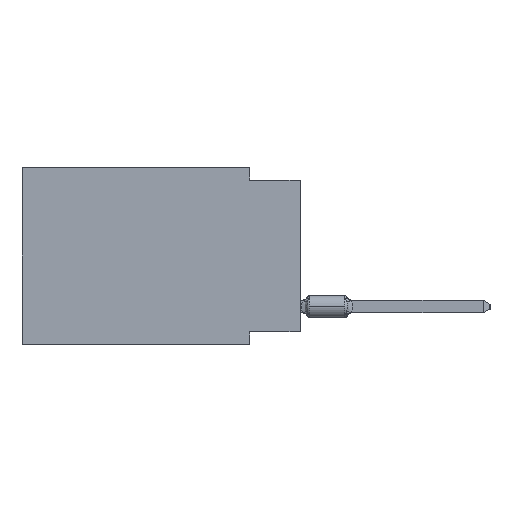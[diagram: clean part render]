
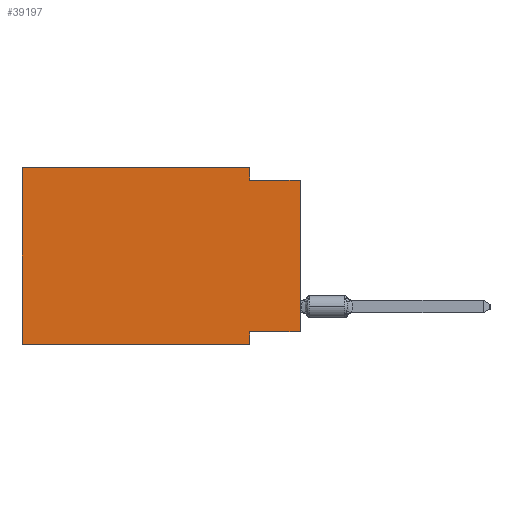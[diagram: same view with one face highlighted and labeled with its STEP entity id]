
A CAD part, left-side view. The second image highlights one B-rep face of the part: STEP entity #39197.
In plain terms, the highlighted planar face has unit normal (-1, 0, 0).
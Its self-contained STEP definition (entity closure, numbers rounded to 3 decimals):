
#47 = CARTESIAN_POINT ( 'NONE',  ( 0., 2.54, -0.635 ) ) ;
#695 = EDGE_CURVE ( 'NONE', #13255, #25444, #1331, .T. ) ;
#818 = VERTEX_POINT ( 'NONE', #7092 ) ;
#1331 = LINE ( 'NONE', #2195, #37239 ) ;
#1862 = VERTEX_POINT ( 'NONE', #5357 ) ;
#2195 = CARTESIAN_POINT ( 'NONE',  ( 0., 2.54, 0. ) ) ;
#2415 = LINE ( 'NONE', #20073, #43431 ) ;
#2923 = EDGE_LOOP ( 'NONE', ( #20199, #28659, #21869, #46232, #52861, #19606, #17405, #26094 ) ) ;
#3247 = CARTESIAN_POINT ( 'NONE',  ( 0., 2.54, -8.255 ) ) ;
#3733 = DIRECTION ( 'NONE',  ( 0., 0., 1. ) ) ;
#4023 = CARTESIAN_POINT ( 'NONE',  ( 0., 13.97, 0. ) ) ;
#4139 = DIRECTION ( 'NONE',  ( 0., -1., 0. ) ) ;
#5357 = CARTESIAN_POINT ( 'NONE',  ( 0., 0., -0.635 ) ) ;
#5402 = DIRECTION ( 'NONE',  ( 0., 0., -1. ) ) ;
#5672 = CARTESIAN_POINT ( 'NONE',  ( 0., 13.97, -8.89 ) ) ;
#6253 = EDGE_CURVE ( 'NONE', #57013, #818, #29770, .T. ) ;
#7092 = CARTESIAN_POINT ( 'NONE',  ( 0., 13.97, 0. ) ) ;
#9636 = VERTEX_POINT ( 'NONE', #3247 ) ;
#10100 = LINE ( 'NONE', #36128, #50696 ) ;
#10144 = EDGE_CURVE ( 'NONE', #23609, #9636, #32980, .T. ) ;
#13255 = VERTEX_POINT ( 'NONE', #21861 ) ;
#17027 = LINE ( 'NONE', #51426, #48755 ) ;
#17304 = LINE ( 'NONE', #34651, #23723 ) ;
#17307 = DIRECTION ( 'NONE',  ( 0., 0., -1. ) ) ;
#17405 = ORIENTED_EDGE ( 'NONE', *, *, #51894, .F. ) ;
#17723 = AXIS2_PLACEMENT_3D ( 'NONE', #26896, #18529, #18236 ) ;
#18236 = DIRECTION ( 'NONE',  ( 0., 0., -1. ) ) ;
#18529 = DIRECTION ( 'NONE',  ( 1., 0., 0. ) ) ;
#19606 = ORIENTED_EDGE ( 'NONE', *, *, #43486, .T. ) ;
#20073 = CARTESIAN_POINT ( 'NONE',  ( 0., 0., 0. ) ) ;
#20199 = ORIENTED_EDGE ( 'NONE', *, *, #37374, .T. ) ;
#20619 = VERTEX_POINT ( 'NONE', #52053 ) ;
#21861 = CARTESIAN_POINT ( 'NONE',  ( 0., 2.54, 0. ) ) ;
#21869 = ORIENTED_EDGE ( 'NONE', *, *, #695, .F. ) ;
#22570 = PLANE ( 'NONE',  #17723 ) ;
#23609 = VERTEX_POINT ( 'NONE', #51778 ) ;
#23723 = VECTOR ( 'NONE', #30029, 1000. ) ;
#24129 = DIRECTION ( 'NONE',  ( 0., 0., 1. ) ) ;
#25444 = VERTEX_POINT ( 'NONE', #47 ) ;
#26094 = ORIENTED_EDGE ( 'NONE', *, *, #10144, .F. ) ;
#26896 = CARTESIAN_POINT ( 'NONE',  ( 0., 13.97, 0. ) ) ;
#28659 = ORIENTED_EDGE ( 'NONE', *, *, #40265, .F. ) ;
#28925 = DIRECTION ( 'NONE',  ( 0., 1., 0. ) ) ;
#29770 = LINE ( 'NONE', #4023, #55828 ) ;
#30029 = DIRECTION ( 'NONE',  ( 0., -1., 0. ) ) ;
#32980 = LINE ( 'NONE', #33544, #41381 ) ;
#33544 = CARTESIAN_POINT ( 'NONE',  ( 0., 0., -8.255 ) ) ;
#34651 = CARTESIAN_POINT ( 'NONE',  ( 0., 13.97, -8.89 ) ) ;
#35363 = CARTESIAN_POINT ( 'NONE',  ( 0., 13.97, 0. ) ) ;
#36128 = CARTESIAN_POINT ( 'NONE',  ( 0., 0., -0.635 ) ) ;
#37239 = VECTOR ( 'NONE', #5402, 1000. ) ;
#37374 = EDGE_CURVE ( 'NONE', #23609, #1862, #2415, .T. ) ;
#39197 = ADVANCED_FACE ( 'NONE', ( #48882 ), #22570, .F. ) ;
#40265 = EDGE_CURVE ( 'NONE', #25444, #1862, #10100, .T. ) ;
#41381 = VECTOR ( 'NONE', #28925, 1000. ) ;
#43431 = VECTOR ( 'NONE', #24129, 1000. ) ;
#43486 = EDGE_CURVE ( 'NONE', #57013, #20619, #17304, .T. ) ;
#46232 = ORIENTED_EDGE ( 'NONE', *, *, #52785, .F. ) ;
#48755 = VECTOR ( 'NONE', #17307, 1000. ) ;
#48882 = FACE_OUTER_BOUND ( 'NONE', #2923, .T. ) ;
#49451 = LINE ( 'NONE', #35363, #55306 ) ;
#50696 = VECTOR ( 'NONE', #53773, 1000. ) ;
#51426 = CARTESIAN_POINT ( 'NONE',  ( 0., 2.54, -8.89 ) ) ;
#51778 = CARTESIAN_POINT ( 'NONE',  ( 0., 0., -8.255 ) ) ;
#51894 = EDGE_CURVE ( 'NONE', #9636, #20619, #17027, .T. ) ;
#52053 = CARTESIAN_POINT ( 'NONE',  ( 0., 2.54, -8.89 ) ) ;
#52785 = EDGE_CURVE ( 'NONE', #818, #13255, #49451, .T. ) ;
#52861 = ORIENTED_EDGE ( 'NONE', *, *, #6253, .F. ) ;
#53773 = DIRECTION ( 'NONE',  ( 0., -1., 0. ) ) ;
#55306 = VECTOR ( 'NONE', #4139, 1000. ) ;
#55828 = VECTOR ( 'NONE', #3733, 1000. ) ;
#57013 = VERTEX_POINT ( 'NONE', #5672 ) ;
